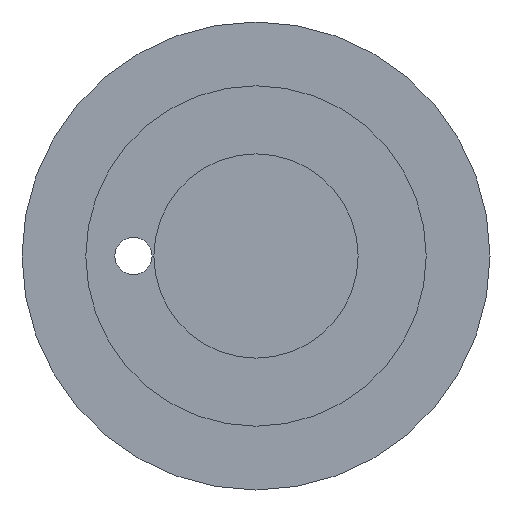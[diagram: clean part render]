
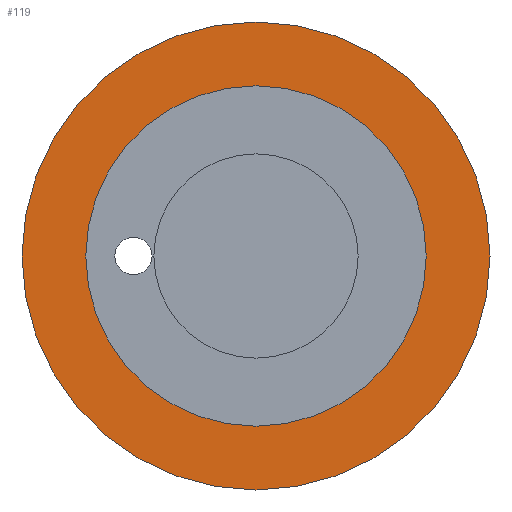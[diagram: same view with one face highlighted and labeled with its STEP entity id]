
A CAD part, front view. The second image highlights one B-rep face of the part: STEP entity #119.
In plain terms, the highlighted planar face has unit normal (0, -1, 0).
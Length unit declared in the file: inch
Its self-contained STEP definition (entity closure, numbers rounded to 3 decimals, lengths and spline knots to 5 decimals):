
#43 = CARTESIAN_POINT ( 'NONE',  ( 0., 0., 0. ) ) ;
#70 = DIRECTION ( 'NONE',  ( 1., 0., 0. ) ) ;
#84 = CIRCLE ( 'NONE', #392, 0.6875 ) ;
#102 = CARTESIAN_POINT ( 'NONE',  ( 0.6875, 0., 0. ) ) ;
#119 = ADVANCED_FACE ( 'NONE', ( #400, #387 ), #431, .F. ) ;
#132 = DIRECTION ( 'NONE',  ( 0., -1., 0. ) ) ;
#154 = CARTESIAN_POINT ( 'NONE',  ( 0., 0., 0. ) ) ;
#172 = CARTESIAN_POINT ( 'NONE',  ( -0.6875, 0., 0. ) ) ;
#176 = AXIS2_PLACEMENT_3D ( 'NONE', #539, #275, #184 ) ;
#181 = CARTESIAN_POINT ( 'NONE',  ( 0., 0., 0. ) ) ;
#184 = DIRECTION ( 'NONE',  ( 1., 0., 0. ) ) ;
#201 = ORIENTED_EDGE ( 'NONE', *, *, #309, .T. ) ;
#205 = EDGE_CURVE ( 'NONE', #377, #242, #502, .T. ) ;
#242 = VERTEX_POINT ( 'NONE', #572 ) ;
#256 = EDGE_CURVE ( 'NONE', #242, #377, #465, .T. ) ;
#265 = ORIENTED_EDGE ( 'NONE', *, *, #256, .F. ) ;
#275 = DIRECTION ( 'NONE',  ( 0., -1., 0. ) ) ;
#296 = EDGE_LOOP ( 'NONE', ( #201, #326 ) ) ;
#303 = DIRECTION ( 'NONE',  ( -1., 0., 0. ) ) ;
#309 = EDGE_CURVE ( 'NONE', #446, #462, #360, .T. ) ;
#315 = AXIS2_PLACEMENT_3D ( 'NONE', #181, #354, #489 ) ;
#326 = ORIENTED_EDGE ( 'NONE', *, *, #441, .T. ) ;
#343 = DIRECTION ( 'NONE',  ( 0., 1., 0. ) ) ;
#354 = DIRECTION ( 'NONE',  ( 0., -1., 0. ) ) ;
#360 = CIRCLE ( 'NONE', #176, 0.6875 ) ;
#377 = VERTEX_POINT ( 'NONE', #497 ) ;
#381 = ORIENTED_EDGE ( 'NONE', *, *, #205, .F. ) ;
#387 = FACE_OUTER_BOUND ( 'NONE', #296, .T. ) ;
#391 = DIRECTION ( 'NONE',  ( 1., 0., 0. ) ) ;
#392 = AXIS2_PLACEMENT_3D ( 'NONE', #154, #508, #70 ) ;
#400 = FACE_BOUND ( 'NONE', #555, .T. ) ;
#428 = AXIS2_PLACEMENT_3D ( 'NONE', #172, #343, #303 ) ;
#431 = PLANE ( 'NONE',  #428 ) ;
#439 = AXIS2_PLACEMENT_3D ( 'NONE', #43, #132, #391 ) ;
#441 = EDGE_CURVE ( 'NONE', #462, #446, #84, .T. ) ;
#446 = VERTEX_POINT ( 'NONE', #102 ) ;
#462 = VERTEX_POINT ( 'NONE', #551 ) ;
#465 = CIRCLE ( 'NONE', #315, 0.5 ) ;
#489 = DIRECTION ( 'NONE',  ( 1., 0., 0. ) ) ;
#497 = CARTESIAN_POINT ( 'NONE',  ( -0.5, 0., 0. ) ) ;
#502 = CIRCLE ( 'NONE', #439, 0.5 ) ;
#508 = DIRECTION ( 'NONE',  ( 0., -1., 0. ) ) ;
#539 = CARTESIAN_POINT ( 'NONE',  ( 0., 0., 0. ) ) ;
#551 = CARTESIAN_POINT ( 'NONE',  ( -0.6875, 0., 0. ) ) ;
#555 = EDGE_LOOP ( 'NONE', ( #265, #381 ) ) ;
#572 = CARTESIAN_POINT ( 'NONE',  ( 0.5, 0., 0. ) ) ;
